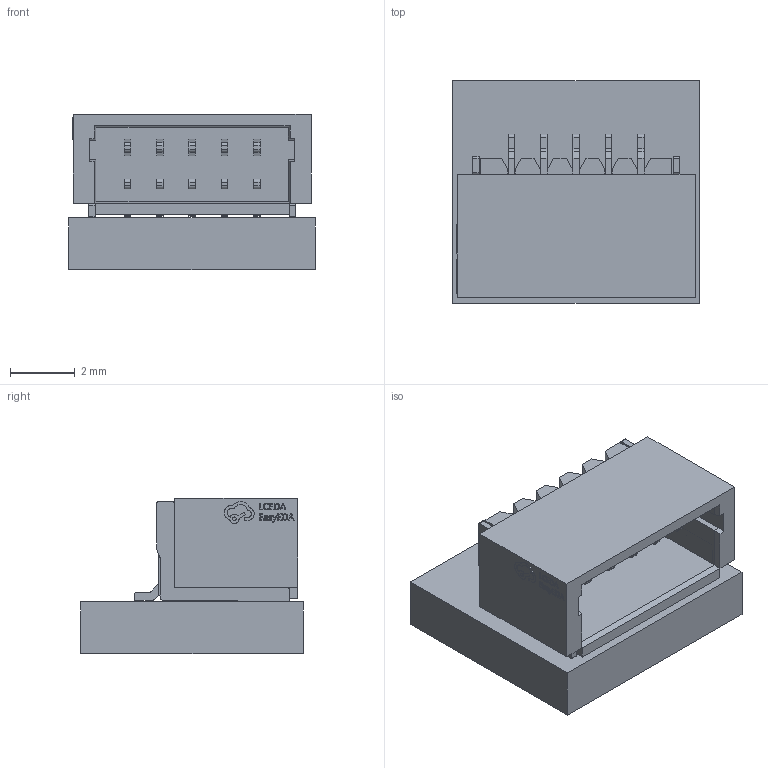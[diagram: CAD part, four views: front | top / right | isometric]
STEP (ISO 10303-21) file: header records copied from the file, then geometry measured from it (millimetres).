
FILE_DESCRIPTION(('Designed by EasyEDA Pro'),'2;1');
FILE_NAME('Open CASCADE Shape Model','2023-02-26T22:10:04',('Author'),( 'Open CASCADE'),'Open CASCADE STEP processor 7.6','Open CASCADE 7.6' ,'Unknown');
FILE_SCHEMA(('AUTOMOTIVE_DESIGN { 1 0 10303 214 1 1 1 1 }'));
Length unit declared in the file: millimetre
Products named in the file (5): PCBModel; COMPOUND; U1; CONN-SMD_5P-P1.00_XUNPU_WAFER-SH1.0-5PWB
Assembly tree (4 placements, depth 4):
  PCBModel
    COMPOUND
    U1
      CONN-SMD_5P-P1.00_XUNPU_WAFER-SH1.0-5PWB
        COMPOUND
Bounding box: 7.63 x 6.88 x 4.8 mm (x, y, z)
Volume: 135.8 mm3; surface area: 427.9 mm2
Topology: 9 solids, 9 shells, 555 faces, 1524 edges, 1012 vertices
Faces by surface type: plane 380, bspline 98, cylinder 77
Entity records: 23187 total; most frequent: CARTESIAN_POINT 4402, ORIENTED_EDGE 3048, DIRECTION 2402, EDGE_CURVE 1524, LINE 1170, VECTOR 1170, VERTEX_POINT 1012, AXIS2_PLACEMENT_3D 616
